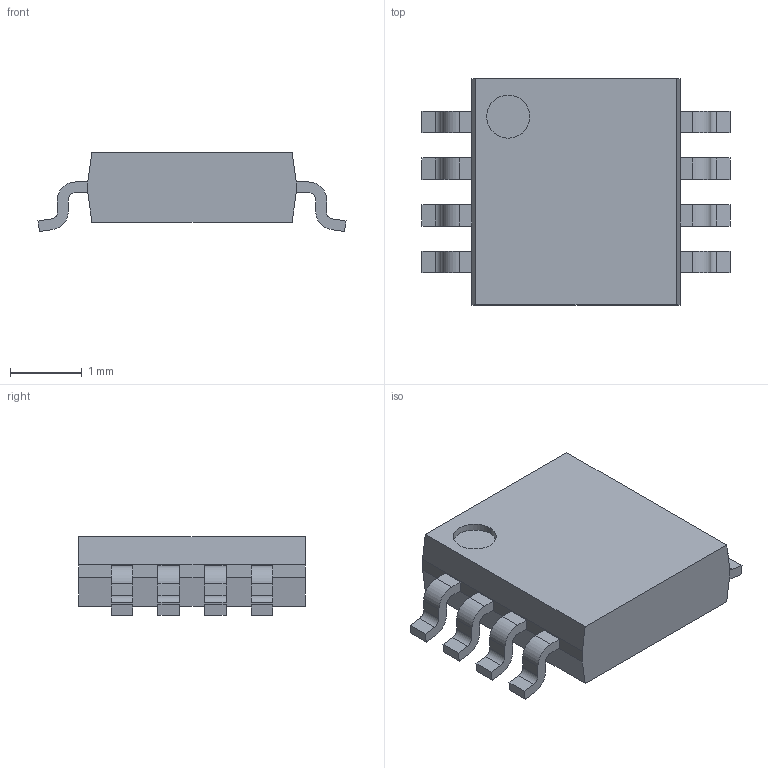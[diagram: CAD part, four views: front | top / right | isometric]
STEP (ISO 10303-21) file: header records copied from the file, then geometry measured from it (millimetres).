
FILE_DESCRIPTION((''),'2;1');
FILE_NAME('SOP65P400X110-8N.stp','2010-04-26T11:34:10',(''),(''),'Mechanical Desktop 2010','Mechanical Desktop 2010',', , ');
FILE_SCHEMA(('AUTOMOTIVE_DESIGN { 1 2 10303 214 1 1 1 1 }'));
Length unit declared in the file: millimetre
Products named in the file (1): Product
Bounding box: 4.29 x 3.15 x 1.1 mm (x, y, z)
Volume: 9.1 mm3; surface area: 37.8 mm2
Topology: 9 solids, 9 shells, 125 faces, 318 edges, 212 vertices
Faces by surface type: bspline 56, plane 51, cylinder 18
Entity records: 4012 total; most frequent: CARTESIAN_POINT 1048, ORIENTED_EDGE 636, DIRECTION 526, EDGE_CURVE 318, VECTOR 250, LINE 250, VERTEX_POINT 212, AXIS2_PLACEMENT_3D 138
